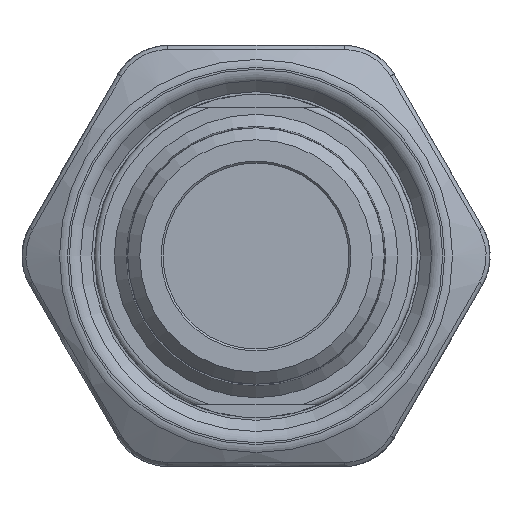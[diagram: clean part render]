
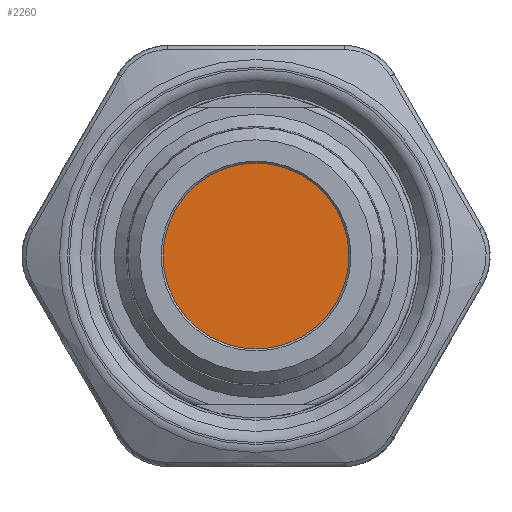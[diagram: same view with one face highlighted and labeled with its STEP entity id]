
A CAD part, front view. The second image highlights one B-rep face of the part: STEP entity #2260.
In plain terms, the highlighted planar face has unit normal (0, -1, 0).
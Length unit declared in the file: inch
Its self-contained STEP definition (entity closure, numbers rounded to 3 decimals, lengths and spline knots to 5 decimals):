
#441=FACE_OUTER_BOUND('',#592,.T.);
#592=EDGE_LOOP('',(#1473));
#752=CIRCLE('',#2454,0.86811);
#892=VERTEX_POINT('',#3374);
#1107=EDGE_CURVE('',#892,#892,#752,.T.);
#1473=ORIENTED_EDGE('',*,*,#1107,.F.);
#2051=PLANE('',#2455);
#2260=ADVANCED_FACE('',(#441),#2051,.F.);
#2454=AXIS2_PLACEMENT_3D('',#3376,#2779,#2780);
#2455=AXIS2_PLACEMENT_3D('',#3377,#2781,#2782);
#2779=DIRECTION('center_axis',(0.,1.,0.));
#2780=DIRECTION('ref_axis',(0.,0.,-1.));
#2781=DIRECTION('center_axis',(0.,1.,0.));
#2782=DIRECTION('ref_axis',(1.,0.,0.));
#3374=CARTESIAN_POINT('',(0.,0.,-0.86811));
#3376=CARTESIAN_POINT('Origin',(0.,0.,0.));
#3377=CARTESIAN_POINT('Origin',(0.,0.,0.86811));
